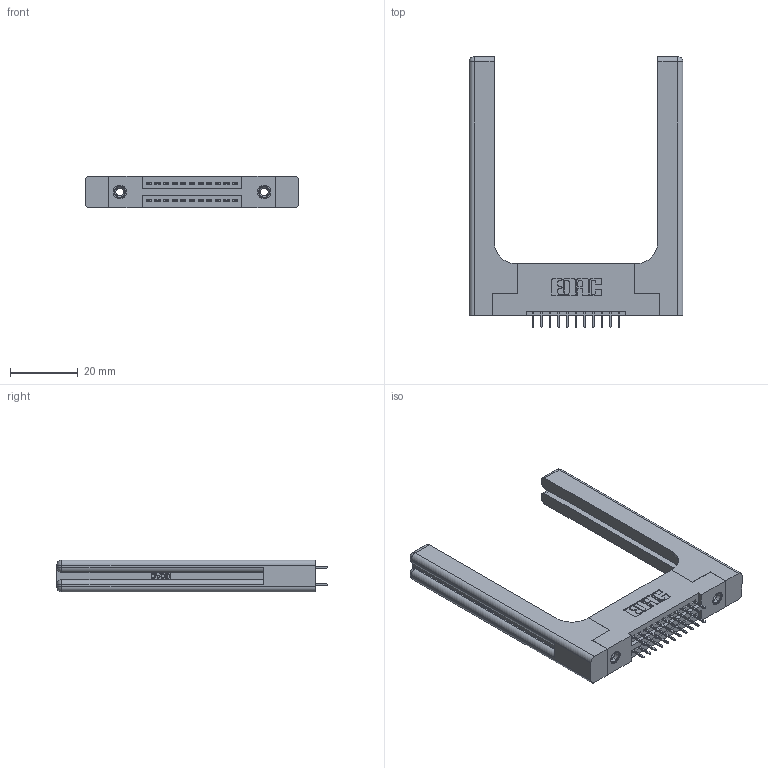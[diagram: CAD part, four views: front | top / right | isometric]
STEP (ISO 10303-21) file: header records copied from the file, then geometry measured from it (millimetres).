
FILE_DESCRIPTION (( 'STEP AP203' ), '1' );
FILE_NAME ('345-022-525-258.STEP', '2020-09-19T06:52:35', ( '' ), ( '' ), 'SwSTEP 2.0', 'SolidWorks 2020', '' );
FILE_SCHEMA (( 'CONFIG_CONTROL_DESIGN' ));
Length unit declared in the file: inch
Products named in the file (5): 345-292-001_345-293-125; 345-220-058_345-220-058; 345-250-001_345-250-001-102; 345 Part_Flush Mounting Lugs - 0.156 Dia-TH; 345-022-525-258
Assembly tree (27 placements, depth 2):
  345-022-525-258
    345 Part_Flush Mounting Lugs - 0.156 Dia-TH
    345-292-001_345-293-125  x22
    345-250-001_345-250-001-102  x2
    345-220-058_345-220-058  x2
Bounding box: 62.97 x 79.68 x 9.4 mm (x, y, z)
Volume: 14267.8 mm3; surface area: 12911.9 mm2
Topology: 27 solids, 27 shells, 1570 faces, 4373 edges, 2806 vertices
Faces by surface type: plane 1086, cylinder 424, bspline 36, cone 12, sphere 8, torus 4
Entity records: 18060 total; most frequent: CARTESIAN_POINT 4049, ORIENTED_EDGE 2780, DIRECTION 2542, EDGE_CURVE 1390, VECTOR 1126, LINE 1126, VERTEX_POINT 914, AXIS2_PLACEMENT_3D 708
